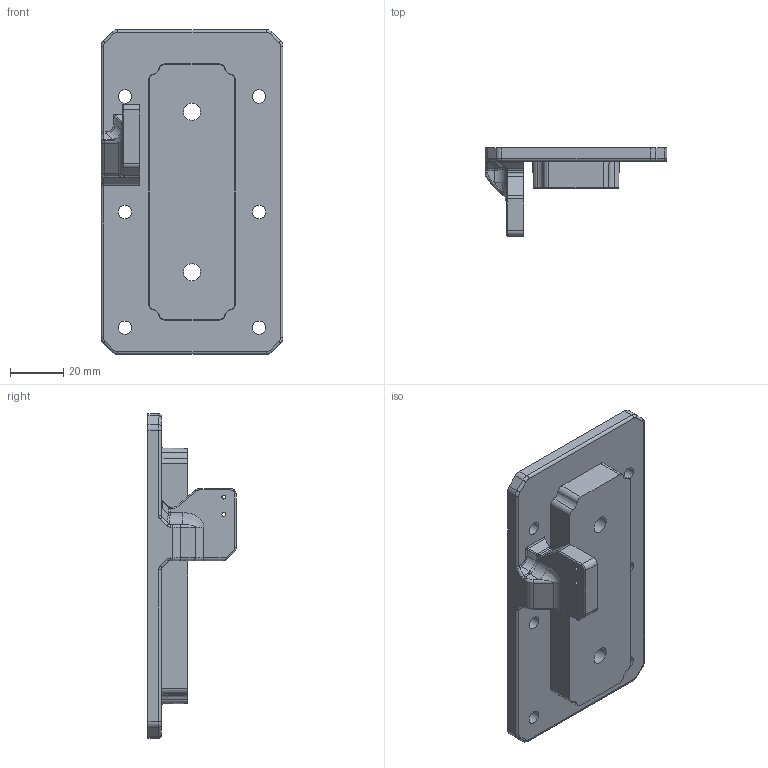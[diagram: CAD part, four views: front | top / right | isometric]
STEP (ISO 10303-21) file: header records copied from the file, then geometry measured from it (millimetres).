
FILE_DESCRIPTION(/* description */ (''),/* implementation_level */ '2;1');
FILE_NAME(/* name */ 'X_Tubes_LeftIdler.step',/* time_stamp */ '2021-08-05T09:17:42-05:00',/* author */ (''),/* organization */ (''),/* preprocessor_version */ 'ST-DEVELOPER v18.1',/* originating_system */ 'Autodesk Translation Framework v10.9.0.1377',/* authorisation */ '');
FILE_SCHEMA (('AUTOMOTIVE_DESIGN { 1 0 10303 214 3 1 1 }'));
Length unit declared in the file: millimetre
Products named in the file (1): X_Tubes_LeftIdler
Bounding box: 68.1 x 33 x 121.6 mm (x, y, z)
Volume: 75394 mm3; surface area: 23066.4 mm2
Topology: 1 solids, 1 shells, 127 faces, 319 edges, 195 vertices
Faces by surface type: cylinder 57, plane 29, torus 20, cone 12, bspline 9
Full cylindrical faces by diameter (mm): 1.5 x2, 5 x6, 6.4 x2
Entity records: 4055 total; most frequent: CARTESIAN_POINT 830, DIRECTION 725, ORIENTED_EDGE 638, EDGE_CURVE 319, AXIS2_PLACEMENT_3D 290, VERTEX_POINT 195, CIRCLE 153, EDGE_LOOP 148
